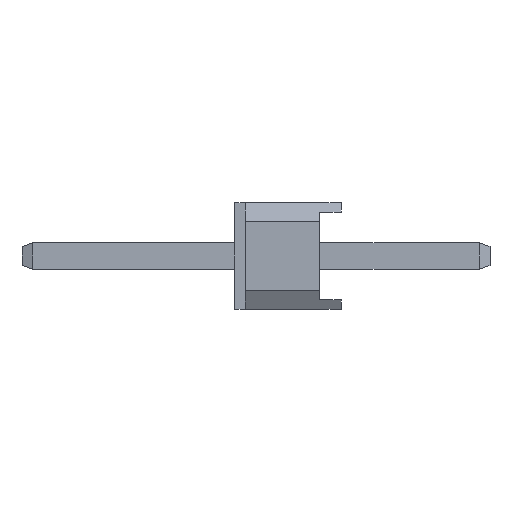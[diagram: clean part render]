
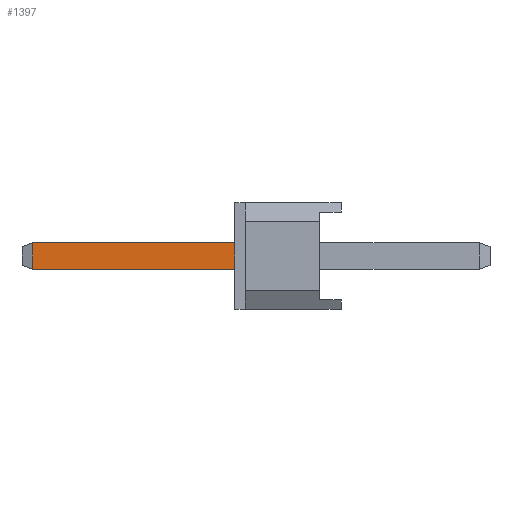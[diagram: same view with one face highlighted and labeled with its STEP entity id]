
A CAD part, left-side view. The second image highlights one B-rep face of the part: STEP entity #1397.
In plain terms, the highlighted planar face has unit normal (-1, 0, 0).
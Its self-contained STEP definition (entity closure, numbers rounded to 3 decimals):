
#423 = EDGE_CURVE ( 'NONE', #424, #425, #2818, .T. ) ;
#424 = VERTEX_POINT ( 'NONE', #2874 ) ;
#425 = VERTEX_POINT ( 'NONE', #2873 ) ;
#1397 = ADVANCED_FACE ( 'NONE', ( #3347 ), #3415, .F. ) ;
#1398 = EDGE_LOOP ( 'NONE', ( #1453, #1455, #1458, #1460 ) ) ;
#1399 = VERTEX_POINT ( 'NONE', #3407 ) ;
#1453 = ORIENTED_EDGE ( 'NONE', *, *, #1454, .F. ) ;
#1454 = EDGE_CURVE ( 'NONE', #1399, #425, #5269, .T. ) ;
#1455 = ORIENTED_EDGE ( 'NONE', *, *, #1456, .T. ) ;
#1456 = EDGE_CURVE ( 'NONE', #1399, #1457, #5265, .T. ) ;
#1457 = VERTEX_POINT ( 'NONE', #5311 ) ;
#1458 = ORIENTED_EDGE ( 'NONE', *, *, #1459, .T. ) ;
#1459 = EDGE_CURVE ( 'NONE', #1457, #424, #5309, .T. ) ;
#1460 = ORIENTED_EDGE ( 'NONE', *, *, #423, .T. ) ;
#2818 = LINE ( 'NONE', #2877, #2876 ) ;
#2873 = CARTESIAN_POINT ( 'NONE',  ( -10.25, 2., 0.25 ) ) ;
#2874 = CARTESIAN_POINT ( 'NONE',  ( -10.25, 2., -0.25 ) ) ;
#2875 = DIRECTION ( 'NONE',  ( 0., 0., 1. ) ) ;
#2876 = VECTOR ( 'NONE', #2875, 1000. ) ;
#2877 = CARTESIAN_POINT ( 'NONE',  ( -10.25, 2., -1. ) ) ;
#3347 = FACE_OUTER_BOUND ( 'NONE', #1398, .T. ) ;
#3407 = CARTESIAN_POINT ( 'NONE',  ( -10.25, 5.8, 0.25 ) ) ;
#3408 = DIRECTION ( 'NONE',  ( 0., 0., -1. ) ) ;
#3409 = DIRECTION ( 'NONE',  ( 1., 0., 0. ) ) ;
#3412 = CARTESIAN_POINT ( 'NONE',  ( -10.25, 6., -0.25 ) ) ;
#3413 = AXIS2_PLACEMENT_3D ( 'NONE', #3412, #3409, #3408 ) ;
#3415 = PLANE ( 'NONE',  #3413 ) ;
#5265 = LINE ( 'NONE', #5314, #5313 ) ;
#5266 = DIRECTION ( 'NONE',  ( 0., -1., 0. ) ) ;
#5267 = VECTOR ( 'NONE', #5266, 1000. ) ;
#5268 = CARTESIAN_POINT ( 'NONE',  ( -10.25, 6., 0.25 ) ) ;
#5269 = LINE ( 'NONE', #5268, #5267 ) ;
#5306 = DIRECTION ( 'NONE',  ( 0., -1., 0. ) ) ;
#5307 = VECTOR ( 'NONE', #5306, 1000. ) ;
#5308 = CARTESIAN_POINT ( 'NONE',  ( -10.25, 6., -0.25 ) ) ;
#5309 = LINE ( 'NONE', #5308, #5307 ) ;
#5311 = CARTESIAN_POINT ( 'NONE',  ( -10.25, 5.8, -0.25 ) ) ;
#5312 = DIRECTION ( 'NONE',  ( 0., 0., -1. ) ) ;
#5313 = VECTOR ( 'NONE', #5312, 1000. ) ;
#5314 = CARTESIAN_POINT ( 'NONE',  ( -10.25, 5.8, -0.25 ) ) ;
